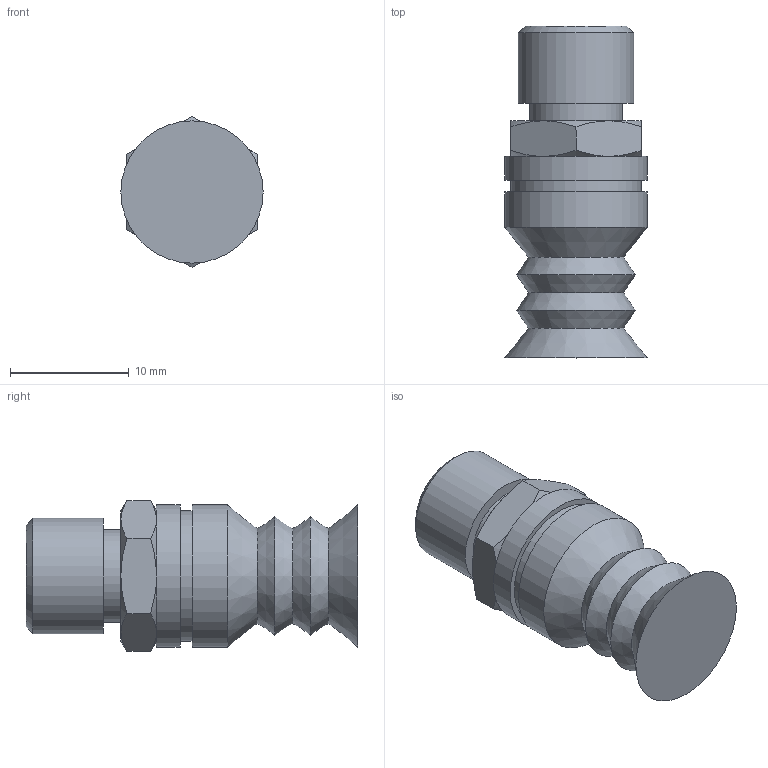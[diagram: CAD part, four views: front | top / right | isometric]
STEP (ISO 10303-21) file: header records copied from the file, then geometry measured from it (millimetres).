
FILE_DESCRIPTION(/* description */ (''),/* implementation_level */ '2;1');
FILE_NAME(/* name */ 'vf12cn_rac13r1-8m.stp',/* time_stamp */ '2020-09-22T10:25:45+02:00',/* author */ ('enginyeria'),/* organization */ (''),/* preprocessor_version */ 'ST-DEVELOPER v17.2',/* originating_system */ 'Autodesk Inventor 2019',/* authorisation */ '');
FILE_SCHEMA (('CONFIG_CONTROL_DESIGN'));
Length unit declared in the file: millimetre
Products named in the file (1): vf12cn_rac13r1-8m
Bounding box: 12 x 28 x 12.7 mm (x, y, z)
Volume: 2221.1 mm3; surface area: 1372.2 mm2
Topology: 1 solids, 1 shells, 40 faces, 95 edges, 63 vertices
Faces by surface type: cone 20, plane 14, cylinder 6
Full cylindrical faces by diameter (mm): 4 x1, 7.8 x1, 9.728 x1, 11 x1, 12 x2
Entity records: 1265 total; most frequent: CARTESIAN_POINT 247, DIRECTION 204, ORIENTED_EDGE 190, EDGE_CURVE 95, AXIS2_PLACEMENT_3D 92, VERTEX_POINT 63, CIRCLE 51, EDGE_LOOP 46
